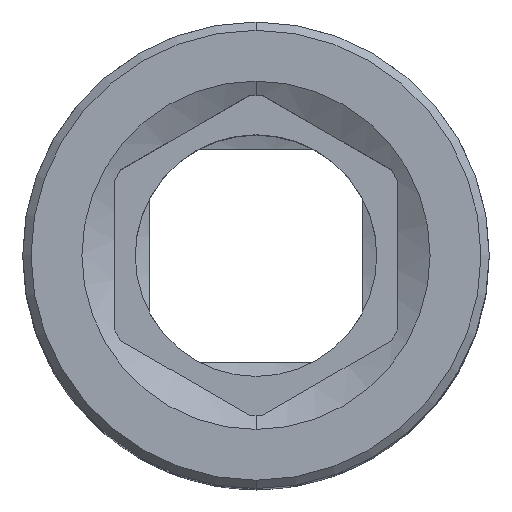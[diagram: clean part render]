
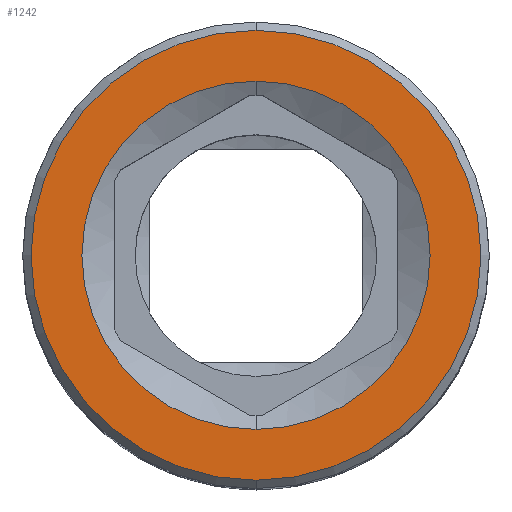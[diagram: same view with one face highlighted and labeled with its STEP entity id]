
A CAD part, top view. The second image highlights one B-rep face of the part: STEP entity #1242.
In plain terms, the highlighted planar face has unit normal (0, 0, 1).
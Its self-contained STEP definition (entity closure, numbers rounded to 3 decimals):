
#100=CARTESIAN_POINT('',(0.,0.,40.));
#101=DIRECTION('',(0.,0.,-1.));
#102=DIRECTION('',(0.,1.,0.));
#103=AXIS2_PLACEMENT_3D('',#100,#101,#102);
#105=CARTESIAN_POINT('',(0.,0.,40.));
#106=DIRECTION('',(0.,0.,-1.));
#107=DIRECTION('',(0.,-1.,0.));
#108=AXIS2_PLACEMENT_3D('',#105,#106,#107);
#110=CARTESIAN_POINT('',(0.,0.,40.));
#111=DIRECTION('',(0.,0.,1.));
#112=DIRECTION('',(0.,-1.,0.));
#113=AXIS2_PLACEMENT_3D('',#110,#111,#112);
#115=CARTESIAN_POINT('',(0.,0.,40.));
#116=DIRECTION('',(0.,0.,1.));
#117=DIRECTION('',(0.,1.,0.));
#118=AXIS2_PLACEMENT_3D('',#115,#116,#117);
#1077=CARTESIAN_POINT('',(0.,10.45,40.));
#1078=CARTESIAN_POINT('',(0.,-10.45,40.));
#1079=VERTEX_POINT('',#1077);
#1080=VERTEX_POINT('',#1078);
#1089=CARTESIAN_POINT('',(0.,-13.5,40.));
#1090=CARTESIAN_POINT('',(0.,13.5,40.));
#1091=VERTEX_POINT('',#1089);
#1092=VERTEX_POINT('',#1090);
#1226=CARTESIAN_POINT('',(0.,0.,40.));
#1227=DIRECTION('',(0.,0.,1.));
#1228=DIRECTION('',(0.,1.,0.));
#1229=AXIS2_PLACEMENT_3D('',#1226,#1227,#1228);
#1230=PLANE('',#1229);
#1232=ORIENTED_EDGE('',*,*,#1231,.F.);
#1233=ORIENTED_EDGE('',*,*,#1216,.F.);
#1234=EDGE_LOOP('',(#1232,#1233));
#1235=FACE_OUTER_BOUND('',#1234,.F.);
#1237=ORIENTED_EDGE('',*,*,#1236,.F.);
#1239=ORIENTED_EDGE('',*,*,#1238,.F.);
#1240=EDGE_LOOP('',(#1237,#1239));
#1241=FACE_BOUND('',#1240,.F.);
#1242=ADVANCED_FACE('',(#1235,#1241),#1230,.T.);
#104=CIRCLE('',#103,10.45);
#109=CIRCLE('',#108,10.45);
#114=CIRCLE('',#113,13.5);
#119=CIRCLE('',#118,13.5);
#1216=EDGE_CURVE('',#1092,#1091,#119,.T.);
#1231=EDGE_CURVE('',#1091,#1092,#114,.T.);
#1236=EDGE_CURVE('',#1079,#1080,#104,.T.);
#1238=EDGE_CURVE('',#1080,#1079,#109,.T.);
